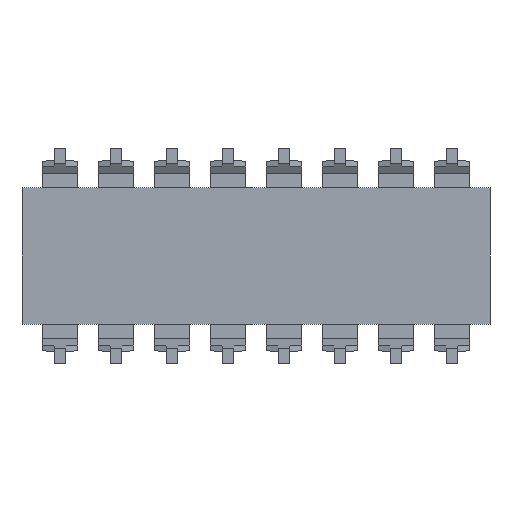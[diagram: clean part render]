
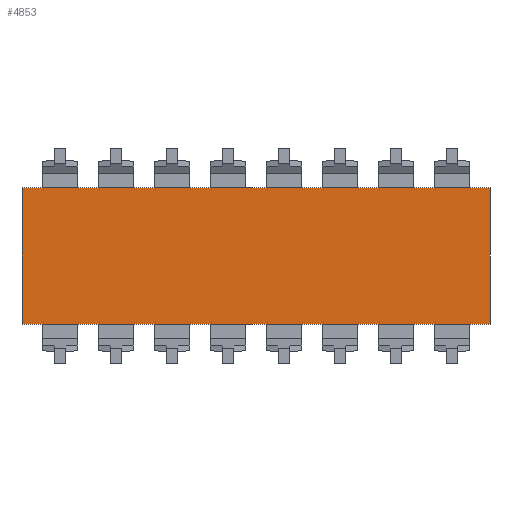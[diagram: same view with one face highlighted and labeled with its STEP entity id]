
A CAD part, front view. The second image highlights one B-rep face of the part: STEP entity #4853.
In plain terms, the highlighted planar face has unit normal (0, -1, 0).
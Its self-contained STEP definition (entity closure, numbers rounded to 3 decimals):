
#386 = FACE_OUTER_BOUND ( 'NONE', #6405, .T. ) ;
#387 = PLANE ( 'NONE',  #388 ) ;
#388 = AXIS2_PLACEMENT_3D ( 'NONE', #389, #390, #391 ) ;
#389 = CARTESIAN_POINT ( 'NONE',  ( -1.74, 0.7, 3.1 ) ) ;
#390 = DIRECTION ( 'NONE',  ( 0., 1., 0. ) ) ;
#391 = DIRECTION ( 'NONE',  ( 0., 0., 1. ) ) ;
#757 = CARTESIAN_POINT ( 'NONE',  ( 19.52, 0.7, 3.1 ) ) ;
#889 = LINE ( 'NONE', #890, #891 ) ;
#890 = CARTESIAN_POINT ( 'NONE',  ( 19.52, 0.7, -3.1 ) ) ;
#891 = VECTOR ( 'NONE', #892, 1000. ) ;
#892 = DIRECTION ( 'NONE',  ( 0., 0., -1. ) ) ;
#1317 = LINE ( 'NONE', #1318, #1319 ) ;
#1318 = CARTESIAN_POINT ( 'NONE',  ( -1.74, 0.7, 3.1 ) ) ;
#1319 = VECTOR ( 'NONE', #1320, 1000. ) ;
#1320 = DIRECTION ( 'NONE',  ( 1., 0., 0. ) ) ;
#1465 = CARTESIAN_POINT ( 'NONE',  ( -1.74, 0.7, 3.1 ) ) ;
#2070 = CARTESIAN_POINT ( 'NONE',  ( 19.52, 0.7, -3.1 ) ) ;
#2354 = LINE ( 'NONE', #2355, #2356 ) ;
#2355 = CARTESIAN_POINT ( 'NONE',  ( -1.74, 0.7, -3.1 ) ) ;
#2356 = VECTOR ( 'NONE', #2357, 1000. ) ;
#2357 = DIRECTION ( 'NONE',  ( -1., 0., 0. ) ) ;
#2916 = EDGE_CURVE ( 'NONE', #5785, #5259, #8245, .T. ) ;
#3705 = CARTESIAN_POINT ( 'NONE',  ( -1.74, 0.7, -3.1 ) ) ;
#4853 = ADVANCED_FACE ( 'NONE', ( #386 ), #387, .F. ) ;
#5084 = EDGE_CURVE ( 'NONE', #6513, #6803, #889, .T. ) ;
#5221 = EDGE_CURVE ( 'NONE', #5259, #6513, #1317, .T. ) ;
#5259 = VERTEX_POINT ( 'NONE', #1465 ) ;
#5292 = ORIENTED_EDGE ( 'NONE', *, *, #2916, .F. ) ;
#5785 = VERTEX_POINT ( 'NONE', #3705 ) ;
#6056 = ORIENTED_EDGE ( 'NONE', *, *, #5084, .F. ) ;
#6405 = EDGE_LOOP ( 'NONE', ( #5292, #6521, #6056, #6908 ) ) ;
#6513 = VERTEX_POINT ( 'NONE', #757 ) ;
#6521 = ORIENTED_EDGE ( 'NONE', *, *, #6882, .F. ) ;
#6803 = VERTEX_POINT ( 'NONE', #2070 ) ;
#6882 = EDGE_CURVE ( 'NONE', #6803, #5785, #2354, .T. ) ;
#6908 = ORIENTED_EDGE ( 'NONE', *, *, #5221, .F. ) ;
#8245 = LINE ( 'NONE', #8246, #8247 ) ;
#8246 = CARTESIAN_POINT ( 'NONE',  ( -1.74, 0.7, -3.1 ) ) ;
#8247 = VECTOR ( 'NONE', #8254, 1000. ) ;
#8254 = DIRECTION ( 'NONE',  ( 0., 0., 1. ) ) ;
